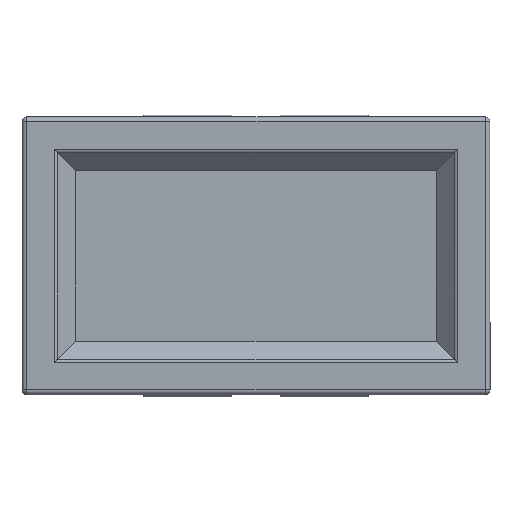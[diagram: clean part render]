
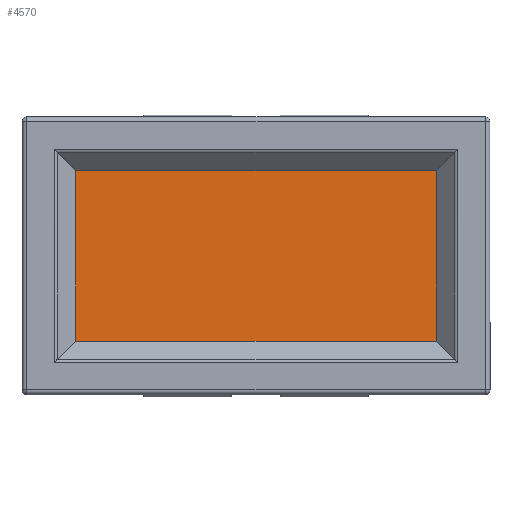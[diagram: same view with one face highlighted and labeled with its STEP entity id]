
A CAD part, top view. The second image highlights one B-rep face of the part: STEP entity #4570.
In plain terms, the highlighted planar face has unit normal (0, 0, 1).
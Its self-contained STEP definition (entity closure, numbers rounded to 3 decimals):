
#239 = CARTESIAN_POINT ( 'NONE',  ( 4., 4., 15. ) ) ;
#317 = DIRECTION ( 'NONE',  ( 0., 0., -1. ) ) ;
#1531 = DIRECTION ( 'NONE',  ( 0., -1., 0. ) ) ;
#1565 = DIRECTION ( 'NONE',  ( 0., 1., 0. ) ) ;
#1595 = PLANE ( 'NONE',  #5798 ) ;
#1840 = DIRECTION ( 'NONE',  ( -1., 0., 0. ) ) ;
#1879 = VECTOR ( 'NONE', #3879, 1000. ) ;
#1948 = CARTESIAN_POINT ( 'NONE',  ( 41., 21.5, 15. ) ) ;
#2091 = CARTESIAN_POINT ( 'NONE',  ( 41., 4., 15. ) ) ;
#2181 = VERTEX_POINT ( 'NONE', #4424 ) ;
#2289 = ORIENTED_EDGE ( 'NONE', *, *, #4993, .T. ) ;
#2313 = LINE ( 'NONE', #5544, #4477 ) ;
#2347 = ORIENTED_EDGE ( 'NONE', *, *, #4777, .T. ) ;
#2554 = LINE ( 'NONE', #5721, #2848 ) ;
#2562 = DIRECTION ( 'NONE',  ( -1., 0., 0. ) ) ;
#2824 = VERTEX_POINT ( 'NONE', #1948 ) ;
#2848 = VECTOR ( 'NONE', #1565, 1000. ) ;
#3003 = FACE_OUTER_BOUND ( 'NONE', #3609, .T. ) ;
#3072 = EDGE_CURVE ( 'NONE', #2181, #4167, #4388, .T. ) ;
#3336 = LINE ( 'NONE', #3683, #5710 ) ;
#3431 = VERTEX_POINT ( 'NONE', #5274 ) ;
#3609 = EDGE_LOOP ( 'NONE', ( #2289, #4140, #2347, #3738 ) ) ;
#3655 = EDGE_CURVE ( 'NONE', #2824, #3431, #2313, .T. ) ;
#3683 = CARTESIAN_POINT ( 'NONE',  ( 4., 21.5, 15. ) ) ;
#3738 = ORIENTED_EDGE ( 'NONE', *, *, #3072, .T. ) ;
#3879 = DIRECTION ( 'NONE',  ( 1., 0., 0. ) ) ;
#4140 = ORIENTED_EDGE ( 'NONE', *, *, #3655, .T. ) ;
#4167 = VERTEX_POINT ( 'NONE', #2091 ) ;
#4380 = CARTESIAN_POINT ( 'NONE',  ( 0., 0., 15. ) ) ;
#4388 = LINE ( 'NONE', #239, #1879 ) ;
#4424 = CARTESIAN_POINT ( 'NONE',  ( 4., 4., 15. ) ) ;
#4477 = VECTOR ( 'NONE', #1840, 1000. ) ;
#4570 = ADVANCED_FACE ( 'NONE', ( #3003 ), #1595, .F. ) ;
#4777 = EDGE_CURVE ( 'NONE', #3431, #2181, #3336, .T. ) ;
#4993 = EDGE_CURVE ( 'NONE', #4167, #2824, #2554, .T. ) ;
#5274 = CARTESIAN_POINT ( 'NONE',  ( 4., 21.5, 15. ) ) ;
#5544 = CARTESIAN_POINT ( 'NONE',  ( 41., 21.5, 15. ) ) ;
#5710 = VECTOR ( 'NONE', #1531, 1000. ) ;
#5721 = CARTESIAN_POINT ( 'NONE',  ( 41., 4., 15. ) ) ;
#5798 = AXIS2_PLACEMENT_3D ( 'NONE', #4380, #317, #2562 ) ;
